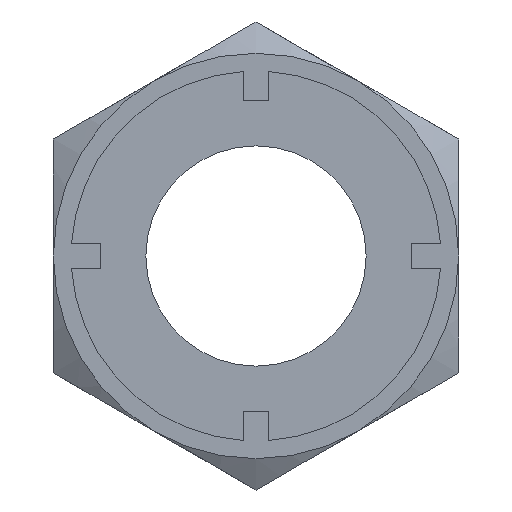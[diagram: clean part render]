
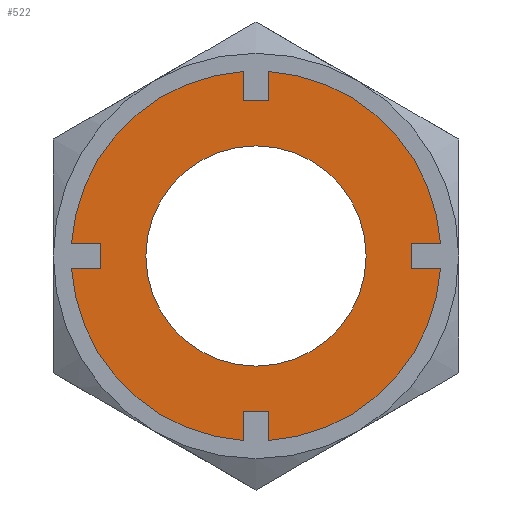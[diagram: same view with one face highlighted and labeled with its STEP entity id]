
A CAD part, left-side view. The second image highlights one B-rep face of the part: STEP entity #522.
In plain terms, the highlighted planar face has unit normal (-1, 0, 0).
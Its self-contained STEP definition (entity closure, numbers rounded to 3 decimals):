
#224=EDGE_CURVE('',#364,#546,#632,.T.);
#234=EDGE_CURVE('',#446,#486,#642,.T.);
#246=EDGE_CURVE('',#584,#406,#655,.T.);
#252=EDGE_CURVE('',#492,#324,#661,.T.);
#260=EDGE_CURVE('',#468,#474,#670,.T.);
#264=EDGE_CURVE('',#348,#280,#675,.T.);
#274=EDGE_CURVE('',#280,#324,#688,.T.);
#280=VERTEX_POINT('',#694);
#324=VERTEX_POINT('',#742);
#326=EDGE_CURVE('',#364,#348,#744,.T.);
#348=VERTEX_POINT('',#770);
#364=VERTEX_POINT('',#788);
#366=EDGE_CURVE('',#420,#392,#790,.T.);
#392=VERTEX_POINT('',#821);
#394=EDGE_CURVE('',#392,#406,#823,.T.);
#406=VERTEX_POINT('',#836);
#408=EDGE_CURVE('',#468,#420,#838,.T.);
#420=VERTEX_POINT('',#850);
#424=EDGE_CURVE('',#486,#446,#854,.T.);
#446=VERTEX_POINT('',#878);
#454=VERTEX_POINT('',#886);
#456=EDGE_CURVE('',#454,#474,#888,.T.);
#460=EDGE_CURVE('',#480,#454,#892,.T.);
#468=VERTEX_POINT('',#902);
#474=VERTEX_POINT('',#909);
#476=EDGE_CURVE('',#572,#518,#911,.T.);
#478=EDGE_CURVE('',#492,#480,#913,.T.);
#480=VERTEX_POINT('',#915);
#486=VERTEX_POINT('',#922);
#492=VERTEX_POINT('',#930);
#514=EDGE_CURVE('',#518,#546,#954,.T.);
#518=VERTEX_POINT('',#959);
#522=ADVANCED_FACE('',(#963,#964),#965,.T.);
#546=VERTEX_POINT('',#992);
#560=EDGE_CURVE('',#584,#572,#1006,.T.);
#572=VERTEX_POINT('',#1018);
#584=VERTEX_POINT('',#1031);
#632=CIRCLE('',#1074,21.0);
#642=CIRCLE('',#1089,12.5);
#655=CIRCLE('',#1113,21.0);
#661=CIRCLE('',#1123,21.0);
#670=CIRCLE('',#1143,21.0);
#675=LINE('',#1149,#1150);
#688=LINE('',#1166,#1167);
#694=CARTESIAN_POINT('',(-30.0,17.6,-1.45));
#742=CARTESIAN_POINT('',(-30.,20.95,-1.45));
#744=LINE('',#1313,#1314);
#770=CARTESIAN_POINT('',(-30.0,17.6,1.45));
#788=CARTESIAN_POINT('',(-30.,20.95,1.45));
#790=LINE('',#1388,#1389);
#821=CARTESIAN_POINT('',(-30.0,-17.6,1.45));
#823=LINE('',#1449,#1450);
#836=CARTESIAN_POINT('',(-30.,-20.95,1.45));
#838=LINE('',#1471,#1472);
#850=CARTESIAN_POINT('',(-30.0,-17.6,-1.45));
#854=CIRCLE('',#1503,12.5);
#878=CARTESIAN_POINT('',(-30.,12.5,0.));
#886=CARTESIAN_POINT('',(-30.0,-1.45,-17.6));
#888=LINE('',#1562,#1563);
#892=LINE('',#1570,#1571);
#902=CARTESIAN_POINT('',(-30.,-20.95,-1.45));
#909=CARTESIAN_POINT('',(-30.,-1.45,-20.95));
#911=LINE('',#1595,#1596);
#913=LINE('',#1599,#1600);
#915=CARTESIAN_POINT('',(-30.0,1.45,-17.6));
#922=CARTESIAN_POINT('',(-30.,-12.5,0.));
#930=CARTESIAN_POINT('',(-30.,1.45,-20.95));
#954=LINE('',#1648,#1649);
#959=CARTESIAN_POINT('',(-30.0,1.45,17.6));
#963=FACE_BOUND('',#1660,.T.);
#964=FACE_OUTER_BOUND('',#1661,.T.);
#965=PLANE('',#1662);
#992=CARTESIAN_POINT('',(-30.,1.45,20.95));
#1006=LINE('',#1740,#1741);
#1018=CARTESIAN_POINT('',(-30.0,-1.45,17.6));
#1031=CARTESIAN_POINT('',(-30.,-1.45,20.95));
#1074=AXIS2_PLACEMENT_3D('',#1864,#1865,#1866);
#1089=AXIS2_PLACEMENT_3D('',#1869,#1870,#1871);
#1113=AXIS2_PLACEMENT_3D('',#1883,#1884,#1885);
#1123=AXIS2_PLACEMENT_3D('',#1890,#1891,#1892);
#1143=AXIS2_PLACEMENT_3D('',#1903,#1904,#1905);
#1149=CARTESIAN_POINT('',(-30.,17.6,-0.725));
#1150=VECTOR('',#1916,1.0);
#1166=CARTESIAN_POINT('',(-30.,18.875,-1.45));
#1167=VECTOR('',#1942,1.0);
#1313=CARTESIAN_POINT('',(-30.,17.175,1.45));
#1314=VECTOR('',#1985,1.0);
#1388=CARTESIAN_POINT('',(-30.,-17.6,0.725));
#1389=VECTOR('',#2047,1.0);
#1449=CARTESIAN_POINT('',(-30.,-2.125,1.45));
#1450=VECTOR('',#2086,1.0);
#1471=CARTESIAN_POINT('',(-30.,-0.425,-1.45));
#1472=VECTOR('',#2100,1.0);
#1503=AXIS2_PLACEMENT_3D('',#2103,#2104,#2105);
#1562=CARTESIAN_POINT('',(-30.,-1.45,-10.5));
#1563=VECTOR('',#2128,1.0);
#1570=CARTESIAN_POINT('',(-30.,7.65,-17.6));
#1571=VECTOR('',#2130,1.0);
#1595=CARTESIAN_POINT('',(-30.,9.1,17.6));
#1596=VECTOR('',#2157,1.0);
#1599=CARTESIAN_POINT('',(-30.,1.45,-8.8));
#1600=VECTOR('',#2158,1.0);
#1648=CARTESIAN_POINT('',(-30.,1.45,10.5));
#1649=VECTOR('',#2201,1.0);
#1660=EDGE_LOOP('',(#2211,#2212));
#1661=EDGE_LOOP('',(#2213,#2214,#2215,#2216,#2217,#2218,#2219,#2220,#2221,#2222,#2223,#2224,#2225,#2226,#2227,#2228));
#1662=AXIS2_PLACEMENT_3D('',#2229,#2230,#2231);
#1740=CARTESIAN_POINT('',(-30.,-1.45,8.8));
#1741=VECTOR('',#2273,1.0);
#1864=CARTESIAN_POINT('',(-30.,0.,0.));
#1865=DIRECTION('',(1.0,0.0,-0.0));
#1866=DIRECTION('',(0.0,1.0,0.));
#1869=CARTESIAN_POINT('',(-30.,0.,0.));
#1870=DIRECTION('',(1.0,0.0,-0.0));
#1871=DIRECTION('',(0.0,1.0,0.));
#1883=CARTESIAN_POINT('',(-30.,0.,0.));
#1884=DIRECTION('',(1.0,0.0,-0.0));
#1885=DIRECTION('',(0.0,1.0,0.));
#1890=CARTESIAN_POINT('',(-30.,0.,0.));
#1891=DIRECTION('',(1.0,0.0,-0.0));
#1892=DIRECTION('',(0.0,1.0,0.));
#1903=CARTESIAN_POINT('',(-30.,0.,0.));
#1904=DIRECTION('',(1.0,0.0,-0.0));
#1905=DIRECTION('',(0.0,1.0,0.));
#1916=DIRECTION('',(0.0,0.0,-1.0));
#1942=DIRECTION('',(0.0,1.0,0.0));
#1985=DIRECTION('',(0.0,-1.0,0.0));
#2047=DIRECTION('',(0.0,0.0,1.0));
#2086=DIRECTION('',(0.0,-1.0,0.0));
#2100=DIRECTION('',(0.0,1.0,0.0));
#2103=CARTESIAN_POINT('',(-30.,0.,0.));
#2104=DIRECTION('',(1.0,0.0,-0.0));
#2105=DIRECTION('',(0.0,1.0,0.));
#2128=DIRECTION('',(0.0,0.0,-1.0));
#2130=DIRECTION('',(0.0,-1.0,0.0));
#2157=DIRECTION('',(0.0,1.0,0.0));
#2158=DIRECTION('',(0.0,0.0,1.0));
#2201=DIRECTION('',(0.0,0.0,1.0));
#2211=ORIENTED_EDGE('',*,*,#234,.T.);
#2212=ORIENTED_EDGE('',*,*,#424,.T.);
#2213=ORIENTED_EDGE('',*,*,#560,.T.);
#2214=ORIENTED_EDGE('',*,*,#476,.T.);
#2215=ORIENTED_EDGE('',*,*,#514,.T.);
#2216=ORIENTED_EDGE('',*,*,#224,.F.);
#2217=ORIENTED_EDGE('',*,*,#326,.T.);
#2218=ORIENTED_EDGE('',*,*,#264,.T.);
#2219=ORIENTED_EDGE('',*,*,#274,.T.);
#2220=ORIENTED_EDGE('',*,*,#252,.F.);
#2221=ORIENTED_EDGE('',*,*,#478,.T.);
#2222=ORIENTED_EDGE('',*,*,#460,.T.);
#2223=ORIENTED_EDGE('',*,*,#456,.T.);
#2224=ORIENTED_EDGE('',*,*,#260,.F.);
#2225=ORIENTED_EDGE('',*,*,#408,.T.);
#2226=ORIENTED_EDGE('',*,*,#366,.T.);
#2227=ORIENTED_EDGE('',*,*,#394,.T.);
#2228=ORIENTED_EDGE('',*,*,#246,.F.);
#2229=CARTESIAN_POINT('',(-30.,16.75,0.));
#2230=DIRECTION('',(-1.0,0.0,0.0));
#2231=DIRECTION('',(0.0,-1.0,0.));
#2273=DIRECTION('',(0.0,0.0,-1.0));
